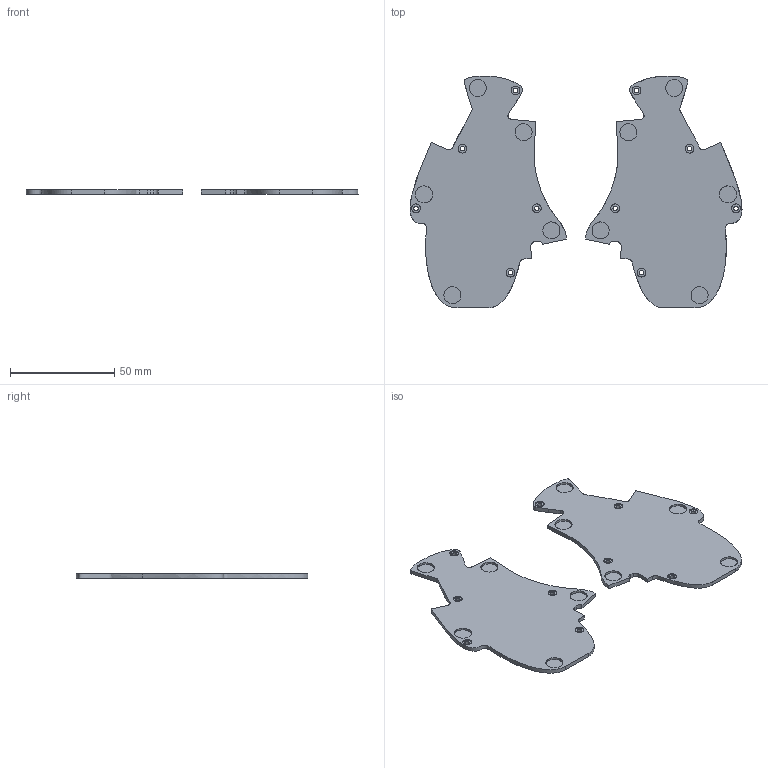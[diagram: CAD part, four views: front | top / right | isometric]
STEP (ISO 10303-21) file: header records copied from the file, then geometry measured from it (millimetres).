
FILE_DESCRIPTION(/* description */ (''),/* implementation_level */ '2;1');
FILE_NAME(/* name */ 'FIB8A1~1',/* time_stamp */ '2023-09-17T15:21:41+09:00',/* author */ (''),/* organization */ (''),/* preprocessor_version */ 'ST-DEVELOPER v16.5',/* originating_system */ '',/* authorisation */ '');
FILE_SCHEMA (('AUTOMOTIVE_DESIGN'));
Length unit declared in the file: millimetre
Products named in the file (1): Document
Bounding box: 159.49 x 111.39 x 2 mm (x, y, z)
Volume: 19539.9 mm3; surface area: 21765.9 mm2
Topology: 2 solids, 2 shells, 116 faces, 276 edges, 184 vertices
Faces by surface type: bspline 116
Entity records: 27199 total; most frequent: CARTESIAN_POINT 23750, ORIENTED_EDGE 552, PCURVE 552, DEFINITIONAL_REPRESENTATION 552, B_SPLINE_CURVE_WITH_KNOTS 528, SURFACE_CURVE 276, EDGE_CURVE 276, VERTEX_POINT 184
